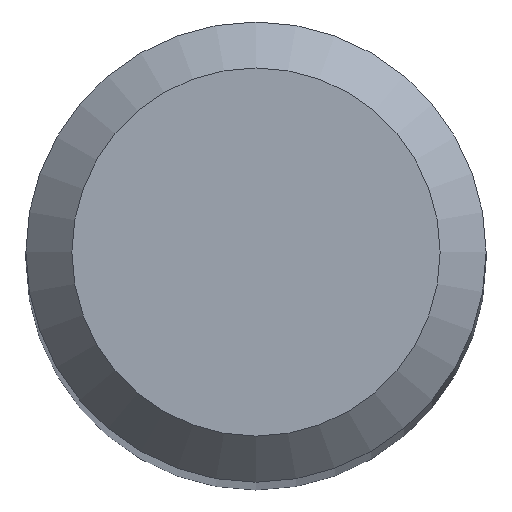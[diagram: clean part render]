
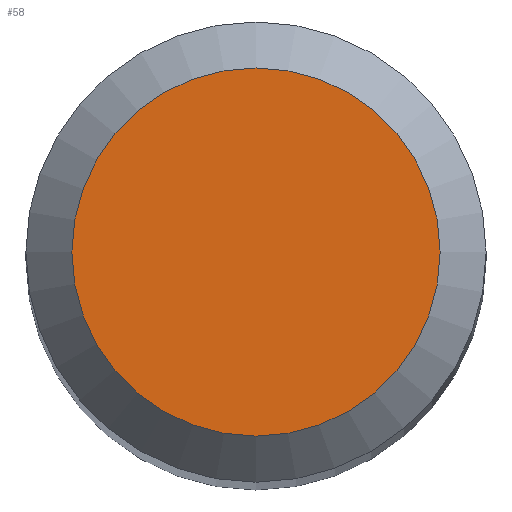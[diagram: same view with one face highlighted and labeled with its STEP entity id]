
A CAD part, top view. The second image highlights one B-rep face of the part: STEP entity #58.
In plain terms, the highlighted planar face has unit normal (0, 0, 1).
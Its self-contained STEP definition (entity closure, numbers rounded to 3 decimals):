
#19 = EDGE_CURVE ( 'NONE', #240, #240, #278, .T. ) ;
#27 = EDGE_LOOP ( 'NONE', ( #228 ) ) ;
#42 = PLANE ( 'NONE',  #65 ) ;
#58 = ADVANCED_FACE ( 'NONE', ( #279 ), #42, .F. ) ;
#61 = AXIS2_PLACEMENT_3D ( 'NONE', #66, #183, #280 ) ;
#65 = AXIS2_PLACEMENT_3D ( 'NONE', #134, #207, #222 ) ;
#66 = CARTESIAN_POINT ( 'NONE',  ( 0., 0., 50. ) ) ;
#134 = CARTESIAN_POINT ( 'NONE',  ( 0., 0., 50. ) ) ;
#146 = CARTESIAN_POINT ( 'NONE',  ( 0., 1.2, 50. ) ) ;
#183 = DIRECTION ( 'NONE',  ( 0., 0., -1. ) ) ;
#207 = DIRECTION ( 'NONE',  ( 0., 0., -1. ) ) ;
#222 = DIRECTION ( 'NONE',  ( 0., 1., 0. ) ) ;
#228 = ORIENTED_EDGE ( 'NONE', *, *, #19, .F. ) ;
#240 = VERTEX_POINT ( 'NONE', #146 ) ;
#278 = CIRCLE ( 'NONE', #61, 1.2 ) ;
#279 = FACE_OUTER_BOUND ( 'NONE', #27, .T. ) ;
#280 = DIRECTION ( 'NONE',  ( 0., 1., 0. ) ) ;
